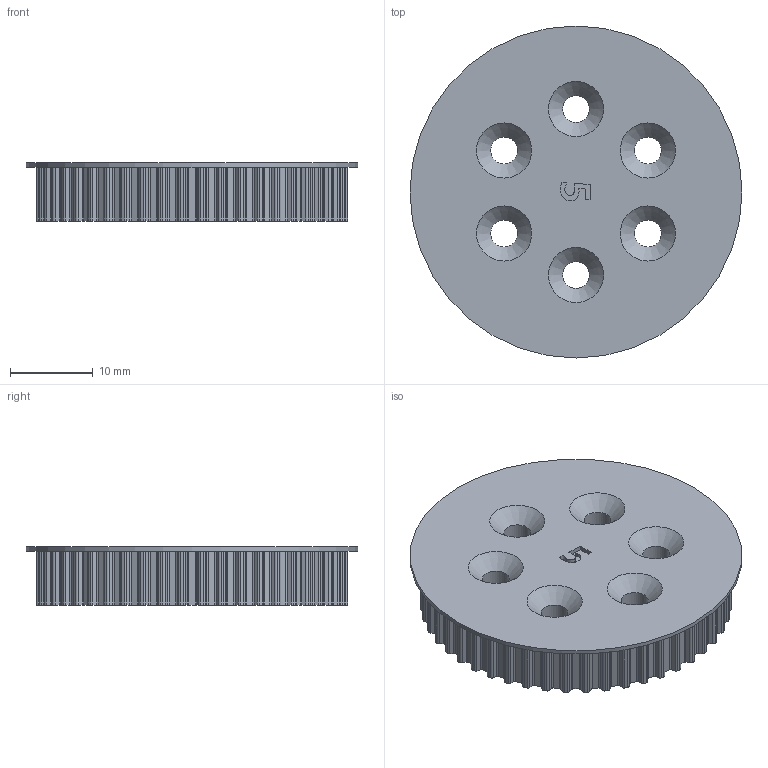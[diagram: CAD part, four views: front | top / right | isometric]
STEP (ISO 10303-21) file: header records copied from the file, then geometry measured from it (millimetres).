
FILE_DESCRIPTION(/* description */ (''),/* implementation_level */ '2;1');
FILE_NAME(/* name */ '5-shoulder gear.stp',/* time_stamp */ '2023-12-03T20:09:40+01:00',/* author */ ('simon'),/* organization */ (''),/* preprocessor_version */ 'ST-DEVELOPER v19.2',/* originating_system */ 'Autodesk Inventor 2024',/* authorisation */ '');
FILE_SCHEMA (('AUTOMOTIVE_DESIGN { 1 0 10303 214 3 1 1 }'));
Length unit declared in the file: millimetre
Products named in the file (1): shoulder gear
Bounding box: 40 x 40 x 7 mm (x, y, z)
Volume: 7048 mm3; surface area: 3884.8 mm2
Topology: 1 solids, 1 shells, 415 faces, 1233 edges, 822 vertices
Faces by surface type: cylinder 247, plane 154, bspline 8, cone 6
Full cylindrical faces by diameter (mm): 3.25 x6, 40 x1
Entity records: 14216 total; most frequent: CARTESIAN_POINT 2563, DIRECTION 2539, ORIENTED_EDGE 2466, EDGE_CURVE 1233, AXIS2_PLACEMENT_3D 914, VERTEX_POINT 822, LINE 711, VECTOR 711
